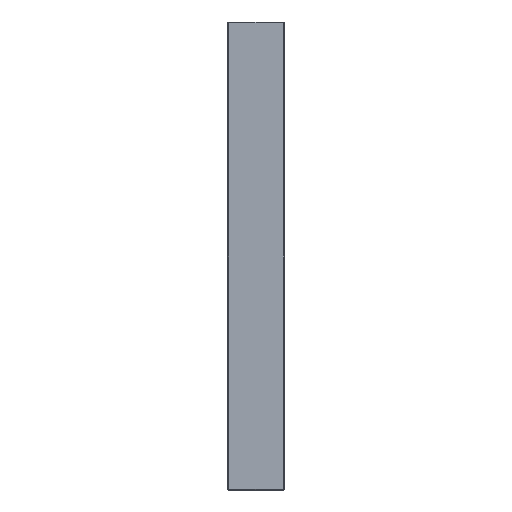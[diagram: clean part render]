
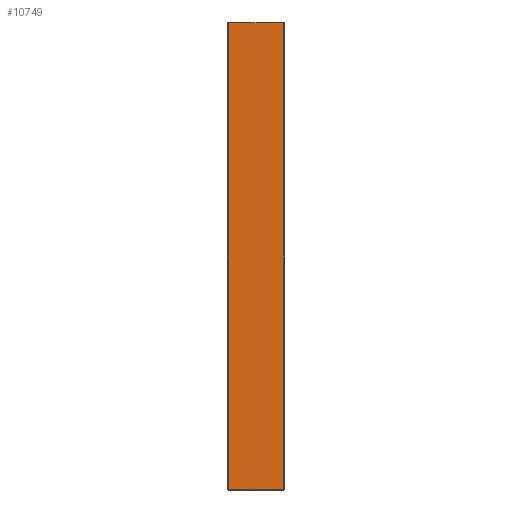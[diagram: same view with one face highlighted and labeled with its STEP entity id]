
A CAD part, front view. The second image highlights one B-rep face of the part: STEP entity #10749.
In plain terms, the highlighted planar face has unit normal (0, -1, 0).
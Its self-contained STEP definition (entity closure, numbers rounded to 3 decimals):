
#528 = PLANE('',#529);
#529 = AXIS2_PLACEMENT_3D('',#530,#531,#532);
#530 = CARTESIAN_POINT('',(4.5,-9.45,0.05));
#531 = DIRECTION('',(0.,0.707,0.707));
#532 = DIRECTION('',(1.,0.,0.));
#832 = PLANE('',#833);
#833 = AXIS2_PLACEMENT_3D('',#834,#835,#836);
#834 = CARTESIAN_POINT('',(4.5,-9.45,74.95));
#835 = DIRECTION('',(0.,-0.707,0.707)
  );
#836 = DIRECTION('',(1.,0.,0.));
#1120 = PLANE('',#1121);
#1121 = AXIS2_PLACEMENT_3D('',#1122,#1123,#1124);
#1122 = CARTESIAN_POINT('',(-4.45,-9.45,0.));
#1123 = DIRECTION('',(-0.707,-0.707,0.));
#1124 = DIRECTION('',(0.,0.,1.));
#4613 = VERTEX_POINT('',#4614);
#4614 = CARTESIAN_POINT('',(4.4,-9.5,0.1));
#4635 = EDGE_CURVE('',#4613,#4636,#4638,.T.);
#4636 = VERTEX_POINT('',#4637);
#4637 = CARTESIAN_POINT('',(-4.4,-9.5,0.1));
#4638 = SURFACE_CURVE('',#4639,(#4643,#4650),.PCURVE_S1.);
#4639 = LINE('',#4640,#4641);
#4640 = CARTESIAN_POINT('',(4.5,-9.5,0.1));
#4641 = VECTOR('',#4642,1.);
#4642 = DIRECTION('',(-1.,0.,0.));
#4643 = PCURVE('',#528,#4644);
#4644 = DEFINITIONAL_REPRESENTATION('',(#4645),#4649);
#4645 = LINE('',#4646,#4647);
#4646 = CARTESIAN_POINT('',(0.,-0.071));
#4647 = VECTOR('',#4648,1.);
#4648 = DIRECTION('',(-1.,0.));
#4649 = ( GEOMETRIC_REPRESENTATION_CONTEXT(2) 
PARAMETRIC_REPRESENTATION_CONTEXT() REPRESENTATION_CONTEXT('2D SPACE',''
  ) );
#4650 = PCURVE('',#4651,#4656);
#4651 = PLANE('',#4652);
#4652 = AXIS2_PLACEMENT_3D('',#4653,#4654,#4655);
#4653 = CARTESIAN_POINT('',(4.5,-9.5,0.));
#4654 = DIRECTION('',(0.,-1.,0.));
#4655 = DIRECTION('',(-1.,0.,0.));
#4656 = DEFINITIONAL_REPRESENTATION('',(#4657),#4661);
#4657 = LINE('',#4658,#4659);
#4658 = CARTESIAN_POINT('',(0.,-0.1));
#4659 = VECTOR('',#4660,1.);
#4660 = DIRECTION('',(1.,0.));
#4661 = ( GEOMETRIC_REPRESENTATION_CONTEXT(2) 
PARAMETRIC_REPRESENTATION_CONTEXT() REPRESENTATION_CONTEXT('2D SPACE',''
  ) );
#4906 = VERTEX_POINT('',#4907);
#4907 = CARTESIAN_POINT('',(4.4,-9.5,74.9));
#4928 = EDGE_CURVE('',#4906,#4929,#4931,.T.);
#4929 = VERTEX_POINT('',#4930);
#4930 = CARTESIAN_POINT('',(-4.4,-9.5,74.9));
#4931 = SURFACE_CURVE('',#4932,(#4936,#4943),.PCURVE_S1.);
#4932 = LINE('',#4933,#4934);
#4933 = CARTESIAN_POINT('',(4.5,-9.5,74.9));
#4934 = VECTOR('',#4935,1.);
#4935 = DIRECTION('',(-1.,0.,0.));
#4936 = PCURVE('',#832,#4937);
#4937 = DEFINITIONAL_REPRESENTATION('',(#4938),#4942);
#4938 = LINE('',#4939,#4940);
#4939 = CARTESIAN_POINT('',(0.,-0.071));
#4940 = VECTOR('',#4941,1.);
#4941 = DIRECTION('',(-1.,0.));
#4942 = ( GEOMETRIC_REPRESENTATION_CONTEXT(2) 
PARAMETRIC_REPRESENTATION_CONTEXT() REPRESENTATION_CONTEXT('2D SPACE',''
  ) );
#4943 = PCURVE('',#4651,#4944);
#4944 = DEFINITIONAL_REPRESENTATION('',(#4945),#4949);
#4945 = LINE('',#4946,#4947);
#4946 = CARTESIAN_POINT('',(0.,-74.9));
#4947 = VECTOR('',#4948,1.);
#4948 = DIRECTION('',(1.,0.));
#4949 = ( GEOMETRIC_REPRESENTATION_CONTEXT(2) 
PARAMETRIC_REPRESENTATION_CONTEXT() REPRESENTATION_CONTEXT('2D SPACE',''
  ) );
#5063 = EDGE_CURVE('',#4636,#4929,#5064,.T.);
#5064 = SURFACE_CURVE('',#5065,(#5069,#5076),.PCURVE_S1.);
#5065 = LINE('',#5066,#5067);
#5066 = CARTESIAN_POINT('',(-4.4,-9.5,0.));
#5067 = VECTOR('',#5068,1.);
#5068 = DIRECTION('',(0.,0.,1.));
#5069 = PCURVE('',#1120,#5070);
#5070 = DEFINITIONAL_REPRESENTATION('',(#5071),#5075);
#5071 = LINE('',#5072,#5073);
#5072 = CARTESIAN_POINT('',(0.,-0.071));
#5073 = VECTOR('',#5074,1.);
#5074 = DIRECTION('',(1.,0.));
#5075 = ( GEOMETRIC_REPRESENTATION_CONTEXT(2) 
PARAMETRIC_REPRESENTATION_CONTEXT() REPRESENTATION_CONTEXT('2D SPACE',''
  ) );
#5076 = PCURVE('',#4651,#5077);
#5077 = DEFINITIONAL_REPRESENTATION('',(#5078),#5082);
#5078 = LINE('',#5079,#5080);
#5079 = CARTESIAN_POINT('',(8.9,0.));
#5080 = VECTOR('',#5081,1.);
#5081 = DIRECTION('',(0.,-1.));
#5082 = ( GEOMETRIC_REPRESENTATION_CONTEXT(2) 
PARAMETRIC_REPRESENTATION_CONTEXT() REPRESENTATION_CONTEXT('2D SPACE',''
  ) );
#10618 = PLANE('',#10619);
#10619 = AXIS2_PLACEMENT_3D('',#10620,#10621,#10622);
#10620 = CARTESIAN_POINT('',(4.45,-9.45,0.));
#10621 = DIRECTION('',(0.707,-0.707,0.));
#10622 = DIRECTION('',(0.,0.,1.));
#10749 = ADVANCED_FACE('',(#10750),#4651,.T.);
#10750 = FACE_BOUND('',#10751,.T.);
#10751 = EDGE_LOOP('',(#10752,#10773,#10774,#10775));
#10752 = ORIENTED_EDGE('',*,*,#10753,.T.);
#10753 = EDGE_CURVE('',#4613,#4906,#10754,.T.);
#10754 = SURFACE_CURVE('',#10755,(#10759,#10766),.PCURVE_S1.);
#10755 = LINE('',#10756,#10757);
#10756 = CARTESIAN_POINT('',(4.4,-9.5,0.));
#10757 = VECTOR('',#10758,1.);
#10758 = DIRECTION('',(0.,0.,1.));
#10759 = PCURVE('',#4651,#10760);
#10760 = DEFINITIONAL_REPRESENTATION('',(#10761),#10765);
#10761 = LINE('',#10762,#10763);
#10762 = CARTESIAN_POINT('',(0.1,0.));
#10763 = VECTOR('',#10764,1.);
#10764 = DIRECTION('',(0.,-1.));
#10765 = ( GEOMETRIC_REPRESENTATION_CONTEXT(2) 
PARAMETRIC_REPRESENTATION_CONTEXT() REPRESENTATION_CONTEXT('2D SPACE',''
  ) );
#10766 = PCURVE('',#10618,#10767);
#10767 = DEFINITIONAL_REPRESENTATION('',(#10768),#10772);
#10768 = LINE('',#10769,#10770);
#10769 = CARTESIAN_POINT('',(0.,0.071));
#10770 = VECTOR('',#10771,1.);
#10771 = DIRECTION('',(1.,0.));
#10772 = ( GEOMETRIC_REPRESENTATION_CONTEXT(2) 
PARAMETRIC_REPRESENTATION_CONTEXT() REPRESENTATION_CONTEXT('2D SPACE',''
  ) );
#10773 = ORIENTED_EDGE('',*,*,#4928,.T.);
#10774 = ORIENTED_EDGE('',*,*,#5063,.F.);
#10775 = ORIENTED_EDGE('',*,*,#4635,.F.);
